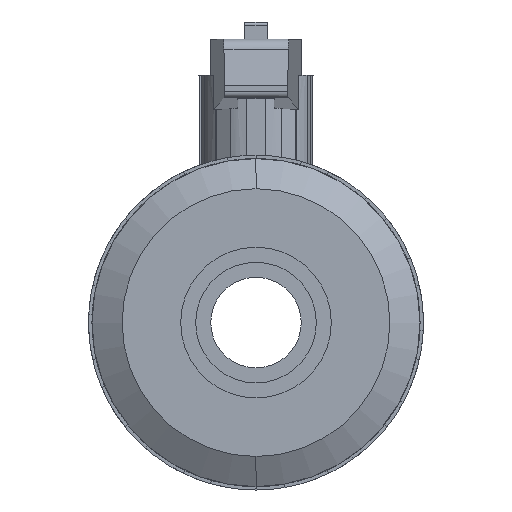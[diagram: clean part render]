
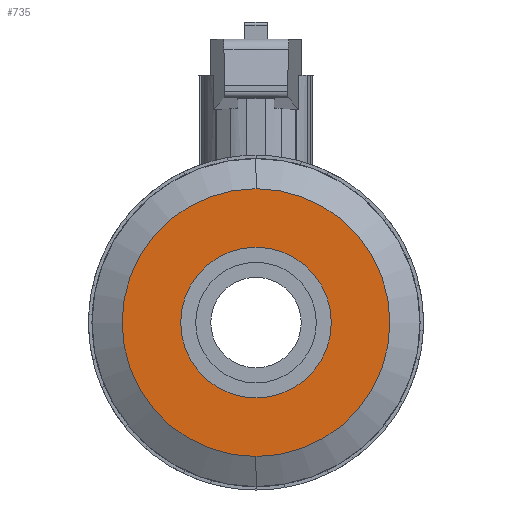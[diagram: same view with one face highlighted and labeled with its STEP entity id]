
A CAD part, left-side view. The second image highlights one B-rep face of the part: STEP entity #735.
In plain terms, the highlighted planar face has unit normal (-1, 0, 0).
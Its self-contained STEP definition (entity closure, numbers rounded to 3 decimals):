
#735=ADVANCED_FACE('',(#1522,#1523),#1524,.T.);
#1522=FACE_BOUND('',#2365,.T.);
#1523=FACE_OUTER_BOUND('',#2366,.T.);
#1524=PLANE('',#2367);
#2365=EDGE_LOOP('',(#4664,#4665));
#2366=EDGE_LOOP('',(#4666,#4667));
#2367=AXIS2_PLACEMENT_3D('',#4668,#4669,#4670);
#4664=ORIENTED_EDGE('',*,*,#5950,.F.);
#4665=ORIENTED_EDGE('',*,*,#5116,.F.);
#4666=ORIENTED_EDGE('',*,*,#5138,.T.);
#4667=ORIENTED_EDGE('',*,*,#5948,.T.);
#4668=CARTESIAN_POINT('',(-30.047,0.0,17.35));
#4669=DIRECTION('',(-1.0,0.0,0.0));
#4670=DIRECTION('',(0.0,-0.0,1.0));
#5116=EDGE_CURVE('',#6147,#6150,#6151,.T.);
#5138=EDGE_CURVE('',#6184,#6188,#6190,.T.);
#5948=EDGE_CURVE('',#6188,#6184,#7392,.T.);
#5950=EDGE_CURVE('',#6150,#6147,#7394,.T.);
#6147=VERTEX_POINT('',#7683);
#6150=VERTEX_POINT('',#7687);
#6151=CIRCLE('',#7688,12.49);
#6184=VERTEX_POINT('',#7728);
#6188=VERTEX_POINT('',#7733);
#6190=CIRCLE('',#7736,22.2);
#7392=CIRCLE('',#9360,22.2);
#7394=CIRCLE('',#9362,12.49);
#7683=CARTESIAN_POINT('',(-30.047,0.,-12.49));
#7687=CARTESIAN_POINT('',(-30.047,0.,12.49));
#7688=AXIS2_PLACEMENT_3D('',#9676,#9677,#9678);
#7728=CARTESIAN_POINT('',(-30.047,0.0,22.2));
#7733=CARTESIAN_POINT('',(-30.047,0.,-22.2));
#7736=AXIS2_PLACEMENT_3D('',#9712,#9713,#9714);
#9360=AXIS2_PLACEMENT_3D('',#10668,#10669,#10670);
#9362=AXIS2_PLACEMENT_3D('',#10671,#10672,#10673);
#9676=CARTESIAN_POINT('',(-30.047,0.0,0.0));
#9677=DIRECTION('',(-1.0,0.0,0.0));
#9678=DIRECTION('',(0.0,0.0,-1.0));
#9712=CARTESIAN_POINT('',(-30.047,0.0,0.0));
#9713=DIRECTION('',(-1.0,0.0,0.0));
#9714=DIRECTION('',(0.0,-0.0,1.0));
#10668=CARTESIAN_POINT('',(-30.047,0.0,0.0));
#10669=DIRECTION('',(-1.0,0.0,0.0));
#10670=DIRECTION('',(0.0,-0.0,1.0));
#10671=CARTESIAN_POINT('',(-30.047,0.0,0.0));
#10672=DIRECTION('',(-1.0,0.0,0.0));
#10673=DIRECTION('',(0.0,0.0,-1.0));
